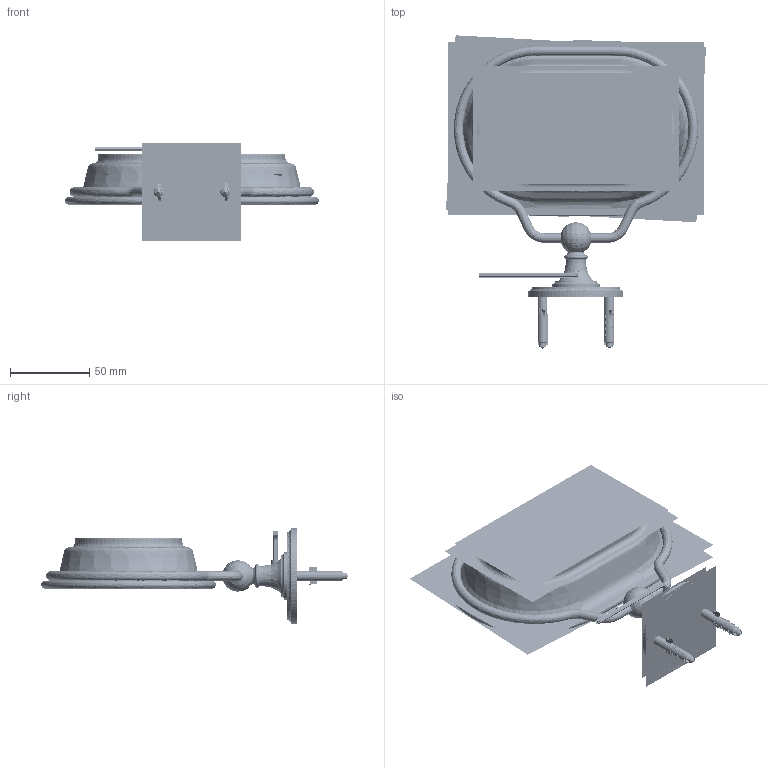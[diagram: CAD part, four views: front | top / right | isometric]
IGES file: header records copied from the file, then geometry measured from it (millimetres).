
Start section:  PTC IGES file: 2004304.igs
Global section: file name: 2004304.igs; native system: Pro/ENGINEER by Parametric Technology Corporation; preprocessor: 2008230; author: Administrator; organization: Unknown; date: 20140607.101254; units: millimetre
Bounding box: 163.92 x 197.59 x 62.4 mm (x, y, z)
Volume: 152578.9 mm3; surface area: 390881.1 mm2
Topology: 10 solids, 11 shells, 1462 faces, 7444 edges, 9402 vertices
Faces by surface type: revolution 854, bspline 608
